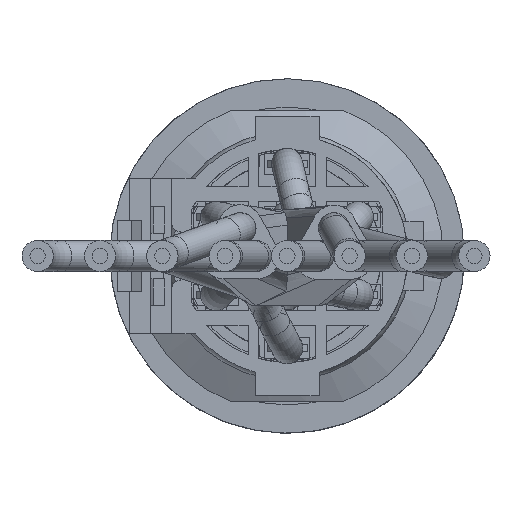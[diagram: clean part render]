
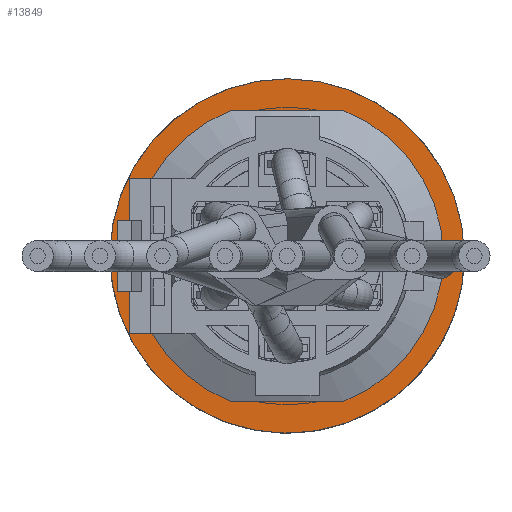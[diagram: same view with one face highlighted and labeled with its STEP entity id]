
A CAD part, front view. The second image highlights one B-rep face of the part: STEP entity #13849.
In plain terms, the highlighted planar face has unit normal (0, -1, 0).
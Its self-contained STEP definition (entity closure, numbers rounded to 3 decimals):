
#169=FACE_BOUND('',#2171,.T.);
#622=PLANE('',#15053);
#1374=FACE_OUTER_BOUND('',#2170,.T.);
#2170=EDGE_LOOP('',(#12933,#12934));
#2171=EDGE_LOOP('',(#12935));
#2846=CIRCLE('',#15044,10.25);
#2850=CIRCLE('',#15054,12.5);
#2851=CIRCLE('',#15055,12.5);
#6857=VERTEX_POINT('',#24522);
#6863=VERTEX_POINT('',#24549);
#6864=VERTEX_POINT('',#24550);
#8882=EDGE_CURVE('',#6857,#6857,#2846,.T.);
#8892=EDGE_CURVE('',#6863,#6864,#2850,.T.);
#8893=EDGE_CURVE('',#6864,#6863,#2851,.T.);
#12933=ORIENTED_EDGE('',*,*,#8892,.F.);
#12934=ORIENTED_EDGE('',*,*,#8893,.F.);
#12935=ORIENTED_EDGE('',*,*,#8882,.F.);
#13849=ADVANCED_FACE('',(#1374,#169),#622,.T.);
#15044=AXIS2_PLACEMENT_3D('',#24524,#18747,#18748);
#15053=AXIS2_PLACEMENT_3D('',#24548,#18769,#18770);
#15054=AXIS2_PLACEMENT_3D('',#24551,#18771,#18772);
#15055=AXIS2_PLACEMENT_3D('',#24552,#18773,#18774);
#18747=DIRECTION('center_axis',(0.,-1.,0.));
#18748=DIRECTION('ref_axis',(0.,0.,
1.));
#18769=DIRECTION('center_axis',(0.,-1.,0.));
#18770=DIRECTION('ref_axis',(0.,0.,
-1.));
#18771=DIRECTION('center_axis',(0.,1.,0.));
#18772=DIRECTION('ref_axis',(-1.,0.,0.));
#18773=DIRECTION('center_axis',(0.,1.,0.));
#18774=DIRECTION('ref_axis',(-1.,0.,0.));
#24522=CARTESIAN_POINT('',(0.,40.,-10.25));
#24524=CARTESIAN_POINT('Origin',(0.,40.,0.));
#24548=CARTESIAN_POINT('Origin',(-11.75,40.,0.));
#24549=CARTESIAN_POINT('',(5.937,40.,-11.));
#24550=CARTESIAN_POINT('',(12.5,40.,0.));
#24551=CARTESIAN_POINT('Origin',(0.,40.,0.));
#24552=CARTESIAN_POINT('Origin',(0.,40.,0.));
